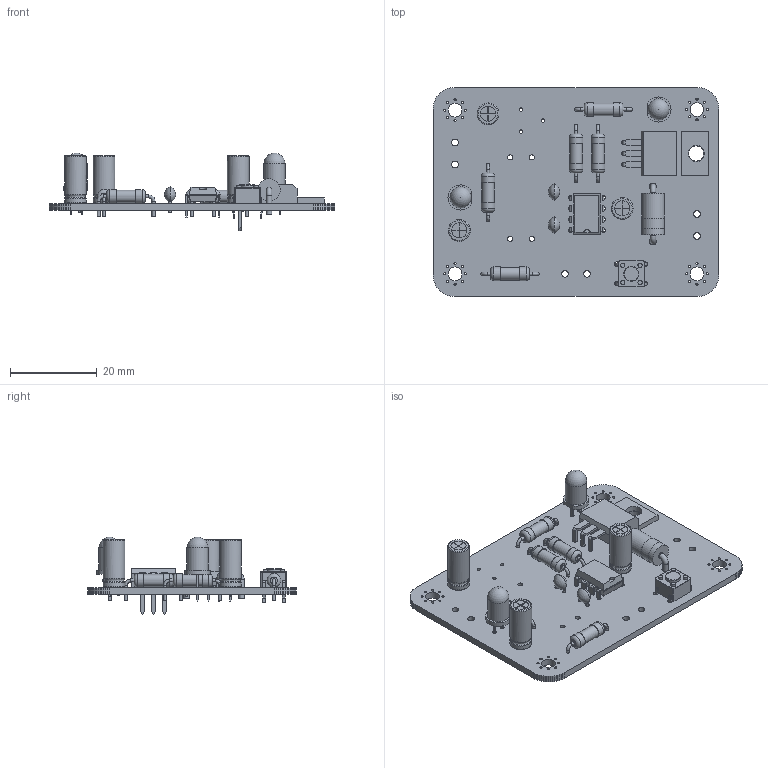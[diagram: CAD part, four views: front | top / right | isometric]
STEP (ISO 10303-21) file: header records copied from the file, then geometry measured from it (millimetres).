
FILE_DESCRIPTION(('KiCad electronic assembly'),'2;1');
FILE_NAME('Magic_Wand_Timer_Simplified.step','2024-05-03T23:15:32',( 'Pcbnew'),('Kicad'),'Open CASCADE STEP processor 7.6', 'KiCad to STEP converter','Unknown');
FILE_SCHEMA(('AUTOMOTIVE_DESIGN { 1 0 10303 214 1 1 1 1 }'));
Length unit declared in the file: millimetre
Products named in the file (18): Magic_Wand_Timer_Simplified 1; R_Axial_DIN0309_L9.0mm_D3.2mm_P12.70mm_Horizontal; SOLID; LED_D5.0mm_Clear; C_Disc_D3.8mm_W2.6mm_P2.50mm; C_Radial_D5.0mm_H11.0mm_P2.00mm; DIP-8_W7.62mm; SW_PUSH_6mm; D_DO-201AD_P12.70mm_Horizontal; TO-220-3_Horizontal_TabDown; Magic_Wand_Timer_Simplified PCB
Assembly tree (25 placements, depth 3):
  Magic_Wand_Timer_Simplified 1
    R_Axial_DIN0309_L9.0mm_D3.2mm_P12.70mm_Horizontal  x5
      SOLID
    LED_D5.0mm_Clear  x2
      SOLID
    C_Disc_D3.8mm_W2.6mm_P2.50mm  x2
      SOLID
    C_Radial_D5.0mm_H11.0mm_P2.00mm  x3
      SOLID
    DIP-8_W7.62mm
      SOLID
    SW_PUSH_6mm
      SOLID
    D_DO-201AD_P12.70mm_Horizontal
      SOLID
    TO-220-3_Horizontal_TabDown
      SOLID
    Magic_Wand_Timer_Simplified PCB
Bounding box: 66.04 x 48.26 x 17.93 mm (x, y, z)
Volume: 7211.7 mm3; surface area: 10071.3 mm2
Topology: 17 solids, 20 shells, 750 faces, 1870 edges, 1201 vertices
Faces by surface type: plane 454, cylinder 224, torus 26, bspline 26, revolution 14, sphere 6
Full cylindrical faces by diameter (mm): 0.4 x6, 0.5 x36, 0.7 x20, 0.8 x31, 0.9 x4, 1 x4, 1.1 x7, 1.17 x4, 1.3 x4, 1.52 x6, 1.6 x2, 2.88 x5, 3.2 x14, 3.5 x11, 3.735 x1, 4.9 x2, 5 x6, 5.2 x2, 5.22 x1
Entity records: 46405 total; most frequent: CARTESIAN_POINT 11598, DIRECTION 5896, LINE 3829, VECTOR 3829, ORIENTED_EDGE 3122, PCURVE 3122, DEFINITIONAL_REPRESENTATION 3122, EDGE_CURVE 1561
